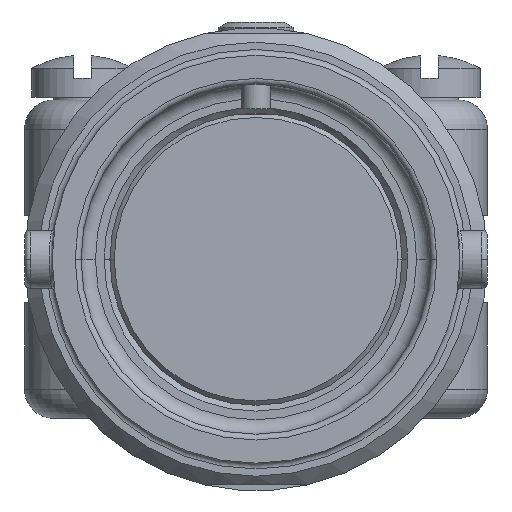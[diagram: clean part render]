
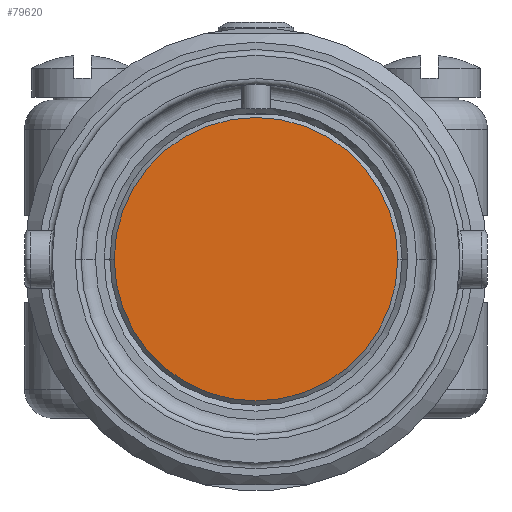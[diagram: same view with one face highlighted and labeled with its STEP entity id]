
A CAD part, front view. The second image highlights one B-rep face of the part: STEP entity #79620.
In plain terms, the highlighted planar face has unit normal (0, -1, 0).
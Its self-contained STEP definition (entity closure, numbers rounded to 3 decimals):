
#79280=CARTESIAN_POINT('',(4.9,9.,0.));
#79290=VERTEX_POINT('',#79280);
#79380=CARTESIAN_POINT('',(-4.9,9.,0.));
#79390=VERTEX_POINT('',#79380);
#79420=CARTESIAN_POINT('',(0.,9.,0.));
#79430=DIRECTION('',(0.,-1.,0.));
#79440=DIRECTION('',(-1.,0.,0.));
#79450=AXIS2_PLACEMENT_3D('',#79420,#79430,#79440);
#79460=CIRCLE('',#79450,4.9);
#79470=EDGE_CURVE('',#79390,#79290,#79460,.T.);
#79520=CARTESIAN_POINT('',(-2.45,9.,0.));
#79530=DIRECTION('',(-0.,1.,0.));
#79540=DIRECTION('',(1.,0.,0.));
#79550=AXIS2_PLACEMENT_3D('',#79520,#79530,#79540);
#79560=PLANE('',#79550);
#79570=EDGE_CURVE('',#79290,#79390,#79460,.T.);
#79580=ORIENTED_EDGE('',*,*,#79570,.T.);
#79590=ORIENTED_EDGE('',*,*,#79470,.T.);
#79600=EDGE_LOOP('',(#79590,#79580));
#79610=FACE_OUTER_BOUND('',#79600,.T.);
#79620=ADVANCED_FACE('',(#79610),#79560,.F.);
